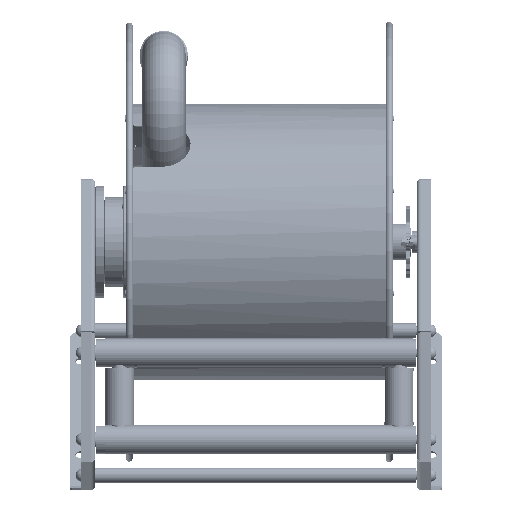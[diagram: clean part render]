
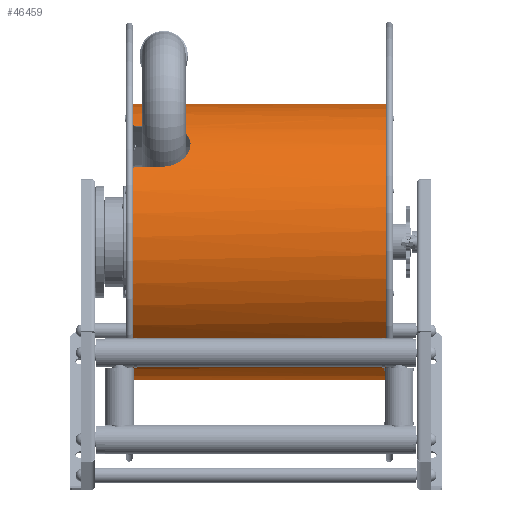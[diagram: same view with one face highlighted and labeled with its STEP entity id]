
A CAD part, top view. The second image highlights one B-rep face of the part: STEP entity #46459.
In plain terms, the highlighted cylindrical face has radius 191.5 mm (diameter 383 mm), a partial arc.
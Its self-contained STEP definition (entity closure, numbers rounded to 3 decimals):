
#45729=DIRECTION('',(1.,0.,0.));
#45730=VECTOR('',#45729,350.);
#45731=CARTESIAN_POINT('',(-175.,191.457,4.075));
#45732=LINE('',#45731,#45730);
#45759=CARTESIAN_POINT('',(-175.,-186.235,44.596));
#45760=CARTESIAN_POINT('',(-175.,-186.388,43.956));
#45761=CARTESIAN_POINT('',(-174.74,-186.688,
42.675));
#45762=CARTESIAN_POINT('',(-173.628,-187.052,
41.042));
#45763=CARTESIAN_POINT('',(-171.963,-187.287,
39.949));
#45764=CARTESIAN_POINT('',(-170.654,-187.341,
39.693));
#45765=CARTESIAN_POINT('',(-170.,-187.341,39.693));
#45770=CARTESIAN_POINT('',(-170.,-187.246,-40.139));
#45771=CARTESIAN_POINT('',(-170.654,-187.246,
-40.139));
#45772=CARTESIAN_POINT('',(-171.963,-187.191,
-40.395));
#45773=CARTESIAN_POINT('',(-173.628,-186.954,
-41.487));
#45774=CARTESIAN_POINT('',(-174.74,-186.585,
-43.12));
#45775=CARTESIAN_POINT('',(-175.,-186.283,-44.4));
#45776=CARTESIAN_POINT('',(-175.,-186.128,-45.039));
#45781=DIRECTION('',(1.,0.,0.));
#45782=VECTOR('',#45781,35.);
#45783=CARTESIAN_POINT('',(-170.,-187.246,-40.139));
#45784=LINE('',#45783,#45782);
#45788=CARTESIAN_POINT('',(-135.,-187.246,-40.139));
#45789=CARTESIAN_POINT('',(-132.382,-187.246,
-40.139));
#45790=CARTESIAN_POINT('',(-127.146,-187.356,
-39.632));
#45791=CARTESIAN_POINT('',(-119.594,-187.825,
-37.378));
#45792=CARTESIAN_POINT('',(-112.634,-188.528,
-33.704));
#45793=CARTESIAN_POINT('',(-106.533,-189.359,
-28.74));
#45794=CARTESIAN_POINT('',(-101.527,-190.192,
-22.663));
#45795=CARTESIAN_POINT('',(-97.807,-190.902,
-15.702));
#45796=CARTESIAN_POINT('',(-95.516,-191.381,
-8.123));
#45797=CARTESIAN_POINT('',(-94.742,-191.555,
-0.228));
#45798=CARTESIAN_POINT('',(-95.516,-191.399,
7.667));
#45799=CARTESIAN_POINT('',(-97.807,-190.939,
15.247));
#45800=CARTESIAN_POINT('',(-101.527,-190.246,
22.21));
#45801=CARTESIAN_POINT('',(-106.533,-189.427,
28.289));
#45802=CARTESIAN_POINT('',(-112.634,-188.607,
33.255));
#45803=CARTESIAN_POINT('',(-119.594,-187.913,
36.93));
#45804=CARTESIAN_POINT('',(-127.146,-187.45,
39.186));
#45805=CARTESIAN_POINT('',(-132.382,-187.341,
39.693));
#45806=CARTESIAN_POINT('',(-135.,-187.341,39.693));
#45811=DIRECTION('',(1.,0.,0.));
#45812=VECTOR('',#45811,35.);
#45813=CARTESIAN_POINT('',(-170.,-187.341,39.693));
#45814=LINE('',#45813,#45812);
#45818=CARTESIAN_POINT('',(-140.,189.13,-30.034));
#45819=CARTESIAN_POINT('',(-140.,189.233,-29.384));
#45820=CARTESIAN_POINT('',(-140.26,189.433,
-28.084));
#45821=CARTESIAN_POINT('',(-141.372,189.67,
-26.427));
#45822=CARTESIAN_POINT('',(-143.037,189.819,
-25.319));
#45823=CARTESIAN_POINT('',(-145.,189.87,-24.93));
#45824=CARTESIAN_POINT('',(-146.963,189.819,
-25.319));
#45825=CARTESIAN_POINT('',(-148.628,189.67,
-26.427));
#45826=CARTESIAN_POINT('',(-149.74,189.433,
-28.084));
#45827=CARTESIAN_POINT('',(-150.,189.233,-29.384));
#45828=CARTESIAN_POINT('',(-150.,189.13,-30.034));
#45833=CARTESIAN_POINT('',(-150.,189.13,-30.034));
#45834=CARTESIAN_POINT('',(-150.,189.027,-30.684));
#45835=CARTESIAN_POINT('',(-149.74,188.814,
-31.982));
#45836=CARTESIAN_POINT('',(-148.628,188.526,
-33.63));
#45837=CARTESIAN_POINT('',(-146.963,188.325,
-34.73));
#45838=CARTESIAN_POINT('',(-145.,188.253,-35.116));
#45839=CARTESIAN_POINT('',(-143.037,188.325,
-34.73));
#45840=CARTESIAN_POINT('',(-141.372,188.526,
-33.63));
#45841=CARTESIAN_POINT('',(-140.26,188.814,
-31.982));
#45842=CARTESIAN_POINT('',(-140.,189.027,-30.684));
#45843=CARTESIAN_POINT('',(-140.,189.13,-30.034));
#45883=CARTESIAN_POINT('',(-175.,0.,0.));
#45884=DIRECTION('',(1.,0.,0.));
#45885=DIRECTION('',(0.,-0.972,-0.235));
#45886=AXIS2_PLACEMENT_3D('',#45883,#45884,#45885);
#45906=DIRECTION('',(1.,0.,0.));
#45907=VECTOR('',#45906,350.);
#45908=CARTESIAN_POINT('',(-175.,191.5,0.));
#45909=LINE('',#45908,#45907);
#45942=CARTESIAN_POINT('',(175.,0.,0.));
#45943=DIRECTION('',(1.,0.,0.));
#45944=DIRECTION('',(0.,1.,0.021));
#45945=AXIS2_PLACEMENT_3D('',#45942,#45943,#45944);
#46186=CARTESIAN_POINT('',(-175.,0.,0.));
#46187=DIRECTION('',(1.,0.,0.));
#46188=DIRECTION('',(0.,1.,0.021));
#46189=AXIS2_PLACEMENT_3D('',#46186,#46187,#46188);
#46303=VERTEX_POINT('',#45759);
#46304=VERTEX_POINT('',#45765);
#46305=CARTESIAN_POINT('',(-175.,191.457,4.075));
#46306=VERTEX_POINT('',#46305);
#46307=CARTESIAN_POINT('',(175.,191.457,4.075));
#46308=CARTESIAN_POINT('',(175.,191.5,0.));
#46309=VERTEX_POINT('',#46307);
#46310=VERTEX_POINT('',#46308);
#46311=CARTESIAN_POINT('',(-175.,191.5,0.));
#46312=VERTEX_POINT('',#46311);
#46313=CARTESIAN_POINT('',(-175.,-186.128,-45.039));
#46314=VERTEX_POINT('',#46313);
#46315=VERTEX_POINT('',#45770);
#46316=CARTESIAN_POINT('',(-135.,-187.246,-40.139));
#46317=VERTEX_POINT('',#46316);
#46318=VERTEX_POINT('',#45806);
#46335=VERTEX_POINT('',#45818);
#46336=VERTEX_POINT('',#45828);
#46427=CARTESIAN_POINT('',(-175.,0.,0.));
#46428=DIRECTION('',(1.,0.,0.));
#46429=DIRECTION('',(0.,0.,-1.));
#46430=AXIS2_PLACEMENT_3D('',#46427,#46428,#46429);
#46431=CYLINDRICAL_SURFACE('',#46430,191.5);
#46433=ORIENTED_EDGE('',*,*,#46432,.F.);
#46435=ORIENTED_EDGE('',*,*,#46434,.F.);
#46436=ORIENTED_EDGE('',*,*,#46411,.T.);
#46438=ORIENTED_EDGE('',*,*,#46437,.T.);
#46440=ORIENTED_EDGE('',*,*,#46439,.F.);
#46442=ORIENTED_EDGE('',*,*,#46441,.F.);
#46444=ORIENTED_EDGE('',*,*,#46443,.F.);
#46446=ORIENTED_EDGE('',*,*,#46445,.T.);
#46448=ORIENTED_EDGE('',*,*,#46447,.T.);
#46450=ORIENTED_EDGE('',*,*,#46449,.F.);
#46451=EDGE_LOOP('',(#46433,#46435,#46436,#46438,#46440,#46442,#46444,#46446,
#46448,#46450));
#46452=FACE_OUTER_BOUND('',#46451,.F.);
#46454=ORIENTED_EDGE('',*,*,#46453,.F.);
#46456=ORIENTED_EDGE('',*,*,#46455,.F.);
#46457=EDGE_LOOP('',(#46454,#46456));
#46458=FACE_BOUND('',#46457,.F.);
#46459=ADVANCED_FACE('',(#46452,#46458),#46431,.T.);
#45766=B_SPLINE_CURVE_WITH_KNOTS('',3,(#45759,#45760,#45761,#45762,#45763,
#45764,#45765),.UNSPECIFIED.,.F.,.F.,(4,1,1,1,4),(0.,0.25,0.5,0.75,
1.),.UNSPECIFIED.);
#45777=B_SPLINE_CURVE_WITH_KNOTS('',3,(#45770,#45771,#45772,#45773,#45774,
#45775,#45776),.UNSPECIFIED.,.F.,.F.,(4,1,1,1,4),(0.,0.25,0.5,0.75,
1.),.UNSPECIFIED.);
#45807=B_SPLINE_CURVE_WITH_KNOTS('',3,(#45788,#45789,#45790,#45791,#45792,
#45793,#45794,#45795,#45796,#45797,#45798,#45799,#45800,#45801,#45802,#45803,
#45804,#45805,#45806),.UNSPECIFIED.,.F.,.F.,(4,1,1,1,1,1,1,1,1,1,1,1,1,1,1,1,4),
(0.,0.063,0.125,0.188,0.25,0.313,0.375,0.438,0.5,0.563,
0.625,0.688,0.75,0.813,0.875,0.938,1.),.UNSPECIFIED.);
#45829=B_SPLINE_CURVE_WITH_KNOTS('',3,(#45818,#45819,#45820,#45821,#45822,
#45823,#45824,#45825,#45826,#45827,#45828),.UNSPECIFIED.,.F.,.F.,(4,1,1,1,1,1,1,
1,4),(0.,0.125,0.25,0.375,0.5,0.625,0.75,0.875,1.),
.UNSPECIFIED.);
#45844=B_SPLINE_CURVE_WITH_KNOTS('',3,(#45833,#45834,#45835,#45836,#45837,
#45838,#45839,#45840,#45841,#45842,#45843),.UNSPECIFIED.,.F.,.F.,(4,1,1,1,1,1,1,
1,4),(0.,0.125,0.25,0.375,0.5,0.625,0.75,0.875,1.),
.UNSPECIFIED.);
#45887=CIRCLE('',#45886,191.5);
#45946=CIRCLE('',#45945,191.5);
#46190=CIRCLE('',#46189,191.5);
#46411=EDGE_CURVE('',#46306,#46309,#45732,.T.);
#46432=EDGE_CURVE('',#46303,#46304,#45766,.T.);
#46434=EDGE_CURVE('',#46306,#46303,#46190,.T.);
#46437=EDGE_CURVE('',#46309,#46310,#45946,.T.);
#46439=EDGE_CURVE('',#46312,#46310,#45909,.T.);
#46441=EDGE_CURVE('',#46314,#46312,#45887,.T.);
#46443=EDGE_CURVE('',#46315,#46314,#45777,.T.);
#46445=EDGE_CURVE('',#46315,#46317,#45784,.T.);
#46447=EDGE_CURVE('',#46317,#46318,#45807,.T.);
#46449=EDGE_CURVE('',#46304,#46318,#45814,.T.);
#46453=EDGE_CURVE('',#46335,#46336,#45829,.T.);
#46455=EDGE_CURVE('',#46336,#46335,#45844,.T.);
